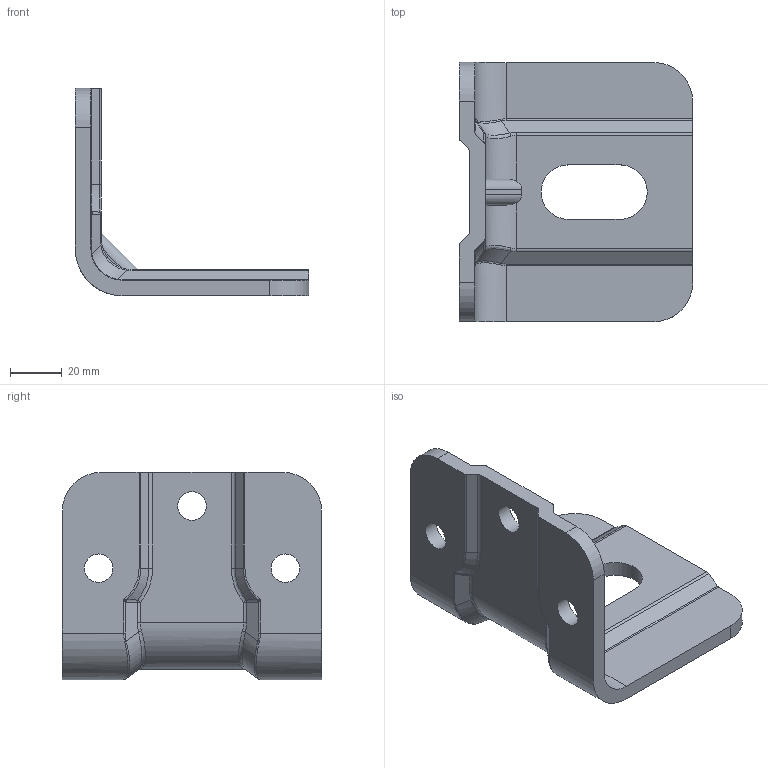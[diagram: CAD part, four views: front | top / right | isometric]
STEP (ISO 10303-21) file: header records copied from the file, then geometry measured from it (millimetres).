
FILE_DESCRIPTION((''),'2;1');
FILE_NAME('8573.stp','2010-06-01T11:44:03',('Giuliano'),(''),'Autodesk Inventor 2010','Autodesk Inventor 2010','');
FILE_SCHEMA(('AUTOMOTIVE_DESIGN { 1 0 10303 214 1 1 1 1 }'));
Length unit declared in the file: millimetre
Products named in the file (1): 8573
Bounding box: 90 x 100 x 80 mm (x, y, z)
Volume: 88208.9 mm3; surface area: 33440.9 mm2
Topology: 1 solids, 1 shells, 131 faces, 329 edges, 196 vertices
Faces by surface type: bspline 51, cylinder 44, plane 28, torus 4, sphere 2, cone 2
Full cylindrical faces by diameter (mm): 11.059 x1
Entity records: 4568 total; most frequent: CARTESIAN_POINT 1527, ORIENTED_EDGE 640, DIRECTION 626, EDGE_CURVE 320, AXIS2_PLACEMENT_3D 251, VERTEX_POINT 194, EDGE_LOOP 142, FACE_OUTER_BOUND 131
